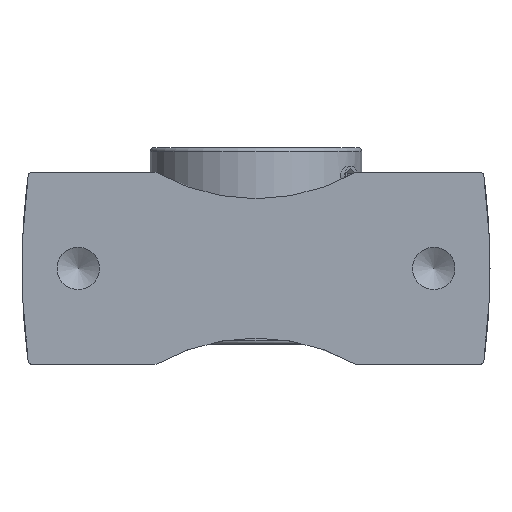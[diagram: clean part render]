
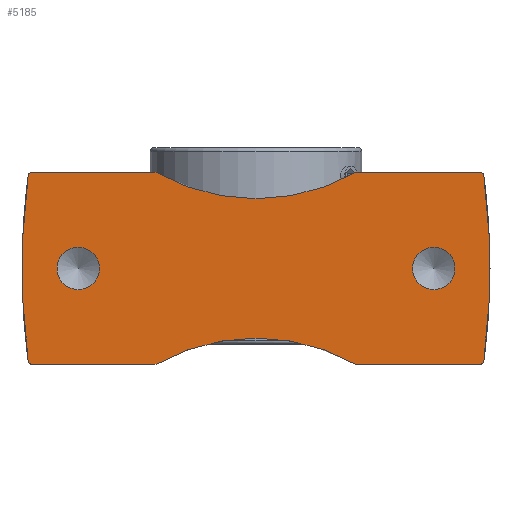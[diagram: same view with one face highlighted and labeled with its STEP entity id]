
A CAD part, front view. The second image highlights one B-rep face of the part: STEP entity #5185.
In plain terms, the highlighted face is planar.
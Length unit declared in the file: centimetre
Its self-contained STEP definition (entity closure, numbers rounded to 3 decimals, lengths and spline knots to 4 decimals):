
#99=CARTESIAN_POINT('',(-0.5296,-4.445,0.));
#100=VERTEX_POINT('',#99);
#110=CARTESIAN_POINT('',(0.5296,-4.445,0.));
#111=VERTEX_POINT('',#110);
#112=CARTESIAN_POINT('',(0.,-4.445,0.));
#113=DIRECTION('',(0.,0.,1.));
#114=DIRECTION('',(1.,0.,-0.));
#115=AXIS2_PLACEMENT_3D('',#112,#113,#114);
#116=CIRCLE('',#115,0.5296);
#117=EDGE_CURVE('',#111,#100,#116,.T.);
#119=CARTESIAN_POINT('',(0.,-4.445,0.));
#120=DIRECTION('',(0.,0.,1.));
#121=DIRECTION('',(1.,0.,-0.));
#122=AXIS2_PLACEMENT_3D('',#119,#120,#121);
#123=CIRCLE('',#122,0.5296);
#124=EDGE_CURVE('',#100,#111,#123,.T.);
#169=CARTESIAN_POINT('',(-0.5296,4.445,0.));
#170=VERTEX_POINT('',#169);
#180=CARTESIAN_POINT('',(0.5296,4.445,0.));
#181=VERTEX_POINT('',#180);
#182=CARTESIAN_POINT('',(0.,4.445,0.));
#183=DIRECTION('',(0.,0.,1.));
#184=DIRECTION('',(1.,0.,-0.));
#185=AXIS2_PLACEMENT_3D('',#182,#183,#184);
#186=CIRCLE('',#185,0.5296);
#187=EDGE_CURVE('',#181,#170,#186,.T.);
#189=CARTESIAN_POINT('',(0.,4.445,0.));
#190=DIRECTION('',(0.,0.,1.));
#191=DIRECTION('',(1.,0.,-0.));
#192=AXIS2_PLACEMENT_3D('',#189,#190,#191);
#193=CIRCLE('',#192,0.5296);
#194=EDGE_CURVE('',#170,#181,#193,.T.);
#1346=CARTESIAN_POINT('',(-2.3229,-5.6955,0.));
#1347=VERTEX_POINT('',#1346);
#1354=CARTESIAN_POINT('',(2.3229,-5.6955,0.));
#1355=VERTEX_POINT('',#1354);
#1356=CARTESIAN_POINT('',(-0.,11.694,0.));
#1357=DIRECTION('',(0.,0.,-1.));
#1358=DIRECTION('',(1.,0.,0.));
#1359=AXIS2_PLACEMENT_3D('',#1356,#1357,#1358);
#1360=CIRCLE('',#1359,17.544);
#1361=EDGE_CURVE('',#1355,#1347,#1360,.T.);
#1735=CARTESIAN_POINT('',(2.3229,5.6955,0.));
#1736=VERTEX_POINT('',#1735);
#1743=CARTESIAN_POINT('',(-2.3229,5.6955,0.));
#1744=VERTEX_POINT('',#1743);
#1745=CARTESIAN_POINT('',(0.,-11.694,0.));
#1746=DIRECTION('',(0.,0.,-1.));
#1747=DIRECTION('',(-1.,0.,0.));
#1748=AXIS2_PLACEMENT_3D('',#1745,#1746,#1747);
#1749=CIRCLE('',#1748,17.544);
#1750=EDGE_CURVE('',#1744,#1736,#1749,.T.);
#3890=CARTESIAN_POINT('',(2.4,5.6074,0.));
#3891=VERTEX_POINT('',#3890);
#3898=CARTESIAN_POINT('',(2.3111,5.6074,0.));
#3899=DIRECTION('',(0.,-0.,1.));
#3900=DIRECTION('',(0.752,0.659,0.));
#3901=AXIS2_PLACEMENT_3D('',#3898,#3899,#3900);
#3902=CIRCLE('',#3901,0.0889);
#3903=EDGE_CURVE('',#3891,#1736,#3902,.T.);
#3915=CARTESIAN_POINT('',(2.4,2.5,0.));
#3916=VERTEX_POINT('',#3915);
#3923=CARTESIAN_POINT('',(2.4,12350.6851,0.));
#3924=DIRECTION('',(0.,-1.,0.));
#3925=VECTOR('',#3924,24690.);
#3926=LINE('',#3923,#3925);
#3927=EDGE_CURVE('',#3891,#3916,#3926,.T.);
#4036=CARTESIAN_POINT('',(-2.4,5.6074,0.));
#4037=VERTEX_POINT('',#4036);
#4038=CARTESIAN_POINT('',(-2.3111,5.6074,0.));
#4039=DIRECTION('',(0.,0.,1.));
#4040=DIRECTION('',(-0.752,0.659,0.));
#4041=AXIS2_PLACEMENT_3D('',#4038,#4039,#4040);
#4042=CIRCLE('',#4041,0.0889);
#4043=EDGE_CURVE('',#1744,#4037,#4042,.T.);
#4667=CARTESIAN_POINT('',(-1.7423,-0.,0.));
#4668=VERTEX_POINT('',#4667);
#4684=CARTESIAN_POINT('',(-2.4,2.5,0.));
#4685=VERTEX_POINT('',#4684);
#4692=CARTESIAN_POINT('',(-6.8223,0.,0.));
#4693=DIRECTION('',(0.,0.,1.));
#4694=DIRECTION('',(-1.,0.,0.));
#4695=AXIS2_PLACEMENT_3D('',#4692,#4693,#4694);
#4696=CIRCLE('',#4695,5.08);
#4697=EDGE_CURVE('',#4668,#4685,#4696,.T.);
#4918=CARTESIAN_POINT('',(2.4,-5.6074,0.));
#4919=VERTEX_POINT('',#4918);
#4926=CARTESIAN_POINT('',(2.4,-2.5,0.));
#4927=VERTEX_POINT('',#4926);
#4928=CARTESIAN_POINT('',(2.4,12350.6851,0.));
#4929=DIRECTION('',(0.,-1.,0.));
#4930=VECTOR('',#4929,24690.);
#4931=LINE('',#4928,#4930);
#4932=EDGE_CURVE('',#4927,#4919,#4931,.T.);
#4950=CARTESIAN_POINT('',(2.3111,-5.6074,0.));
#4951=DIRECTION('',(0.,0.,1.));
#4952=DIRECTION('',(0.752,-0.659,0.));
#4953=AXIS2_PLACEMENT_3D('',#4950,#4951,#4952);
#4954=CIRCLE('',#4953,0.0889);
#4955=EDGE_CURVE('',#1355,#4919,#4954,.T.);
#5063=CARTESIAN_POINT('',(-2.4,-5.6074,0.));
#5064=VERTEX_POINT('',#5063);
#5071=CARTESIAN_POINT('',(-2.3111,-5.6074,0.));
#5072=DIRECTION('',(0.,0.,1.));
#5073=DIRECTION('',(-0.752,-0.659,0.));
#5074=AXIS2_PLACEMENT_3D('',#5071,#5072,#5073);
#5075=CIRCLE('',#5074,0.0889);
#5076=EDGE_CURVE('',#5064,#1347,#5075,.T.);
#5088=CARTESIAN_POINT('',(-2.4,-2.5,0.));
#5089=VERTEX_POINT('',#5088);
#5096=CARTESIAN_POINT('',(-2.4,12350.6851,0.));
#5097=DIRECTION('',(0.,-1.,0.));
#5098=VECTOR('',#5097,24690.);
#5099=LINE('',#5096,#5098);
#5100=EDGE_CURVE('',#5089,#5064,#5099,.T.);
#5131=CARTESIAN_POINT('',(1.1881,2.8892,0.));
#5132=DIRECTION('',(0.,0.,1.));
#5133=DIRECTION('',(1.,0.,0.));
#5134=AXIS2_PLACEMENT_3D('',#5131,#5132,#5133);
#5135=PLANE('',#5134);
#5136=ORIENTED_EDGE('',*,*,#117,.T.);
#5137=ORIENTED_EDGE('',*,*,#124,.T.);
#5138=EDGE_LOOP('',(#5136,#5137));
#5139=FACE_BOUND('',#5138,.T.);
#5140=ORIENTED_EDGE('',*,*,#187,.T.);
#5141=ORIENTED_EDGE('',*,*,#194,.T.);
#5142=EDGE_LOOP('',(#5140,#5141));
#5143=FACE_BOUND('',#5142,.T.);
#5144=ORIENTED_EDGE('',*,*,#3903,.F.);
#5145=ORIENTED_EDGE('',*,*,#3927,.T.);
#5146=CARTESIAN_POINT('',(1.7423,0.,0.));
#5147=VERTEX_POINT('',#5146);
#5148=CARTESIAN_POINT('',(6.8223,0.,0.));
#5149=DIRECTION('',(0.,0.,1.));
#5150=DIRECTION('',(1.,0.,-0.));
#5151=AXIS2_PLACEMENT_3D('',#5148,#5149,#5150);
#5152=CIRCLE('',#5151,5.08);
#5153=EDGE_CURVE('',#3916,#5147,#5152,.T.);
#5154=ORIENTED_EDGE('',*,*,#5153,.T.);
#5155=CARTESIAN_POINT('',(6.8223,0.,0.));
#5156=DIRECTION('',(0.,0.,1.));
#5157=DIRECTION('',(1.,0.,-0.));
#5158=AXIS2_PLACEMENT_3D('',#5155,#5156,#5157);
#5159=CIRCLE('',#5158,5.08);
#5160=EDGE_CURVE('',#5147,#4927,#5159,.T.);
#5161=ORIENTED_EDGE('',*,*,#5160,.T.);
#5162=ORIENTED_EDGE('',*,*,#4932,.T.);
#5163=ORIENTED_EDGE('',*,*,#4955,.F.);
#5164=ORIENTED_EDGE('',*,*,#1361,.T.);
#5165=ORIENTED_EDGE('',*,*,#5076,.F.);
#5166=ORIENTED_EDGE('',*,*,#5100,.F.);
#5167=CARTESIAN_POINT('',(-6.8223,0.,0.));
#5168=DIRECTION('',(0.,0.,1.));
#5169=DIRECTION('',(-1.,0.,0.));
#5170=AXIS2_PLACEMENT_3D('',#5167,#5168,#5169);
#5171=CIRCLE('',#5170,5.08);
#5172=EDGE_CURVE('',#5089,#4668,#5171,.T.);
#5173=ORIENTED_EDGE('',*,*,#5172,.T.);
#5174=ORIENTED_EDGE('',*,*,#4697,.T.);
#5175=CARTESIAN_POINT('',(-2.4,12350.6851,0.));
#5176=DIRECTION('',(0.,-1.,0.));
#5177=VECTOR('',#5176,24690.);
#5178=LINE('',#5175,#5177);
#5179=EDGE_CURVE('',#4037,#4685,#5178,.T.);
#5180=ORIENTED_EDGE('',*,*,#5179,.F.);
#5181=ORIENTED_EDGE('',*,*,#4043,.F.);
#5182=ORIENTED_EDGE('',*,*,#1750,.T.);
#5183=EDGE_LOOP('',(#5144,#5145,#5154,#5161,#5162,#5163,#5164,#5165,#5166,#5173,#5174,#5180,#5181,#5182));
#5184=FACE_BOUND('',#5183,.T.);
#5185=ADVANCED_FACE('',(#5139,#5143,#5184),#5135,.F.);
